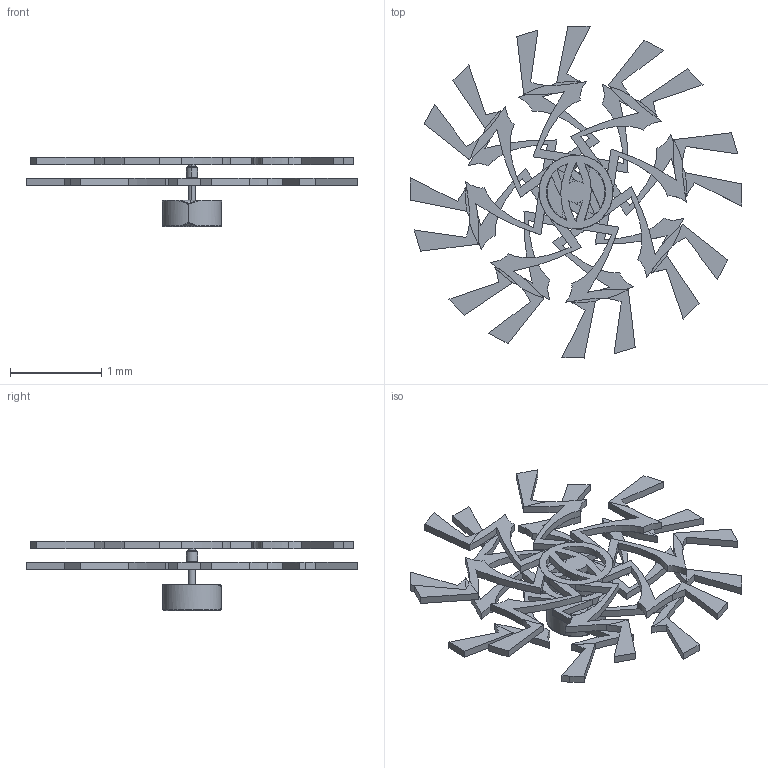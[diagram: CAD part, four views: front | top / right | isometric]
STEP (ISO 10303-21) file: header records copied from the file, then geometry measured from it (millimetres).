
FILE_DESCRIPTION(('FreeCAD Model'),'2;1');
FILE_NAME('Open CASCADE Shape Model','2025-05-04T09:54:47',('FreeCAD'),( 'FreeCAD'),'Open CASCADE STEP processor 7.6','FreeCAD','Unknown');
FILE_SCHEMA(('AUTOMOTIVE_DESIGN { 1 0 10303 214 1 1 1 1 }'));
Length unit declared in the file: millimetre
Products named in the file (1): Open CASCADE STEP translator 7.6 1
Bounding box: 3.65 x 3.65 x 0.76 mm (x, y, z)
Volume: 0.5 mm3; surface area: 19.4 mm2
Topology: 35 solids, 35 shells, 369 faces, 872 edges, 574 vertices
Faces by surface type: bspline 369
Entity records: 10700 total; most frequent: CARTESIAN_POINT 5397, ORIENTED_EDGE 1744, EDGE_CURVE 872, B_SPLINE_CURVE_WITH_KNOTS 632, VERTEX_POINT 574, FACE_BOUND 390, EDGE_LOOP 390, ADVANCED_FACE 369
